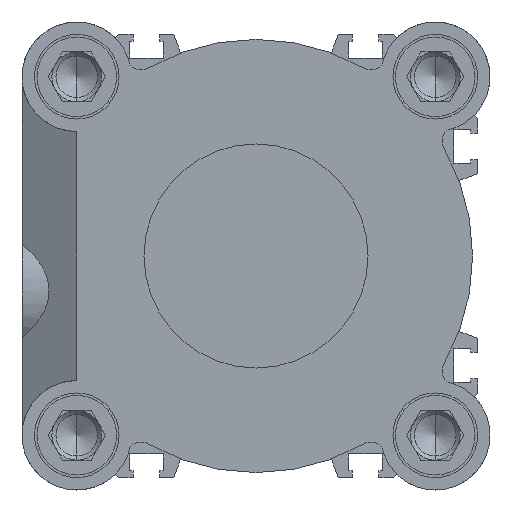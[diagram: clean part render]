
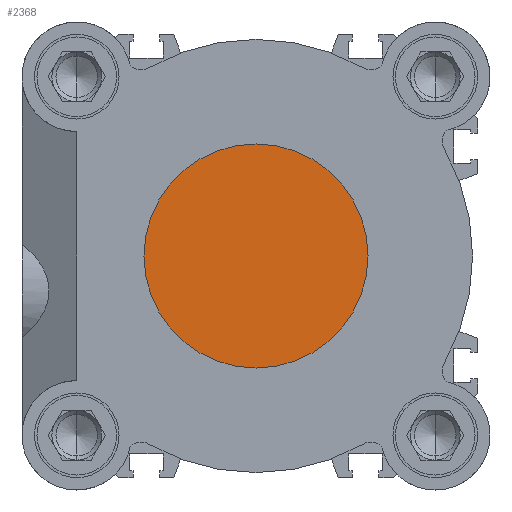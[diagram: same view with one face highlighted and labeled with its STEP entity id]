
A CAD part, left-side view. The second image highlights one B-rep face of the part: STEP entity #2368.
In plain terms, the highlighted face is planar.
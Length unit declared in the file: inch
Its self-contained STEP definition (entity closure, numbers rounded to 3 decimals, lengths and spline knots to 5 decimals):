
#209 = PLANE ( 'NONE',  #3562 ) ;
#621 = DIRECTION ( 'NONE',  ( 0., 0., 1. ) ) ;
#864 = DIRECTION ( 'NONE',  ( -1., 0., 0. ) ) ;
#1052 = AXIS2_PLACEMENT_3D ( 'NONE', #12494, #6555, #621 ) ;
#2368 = ADVANCED_FACE ( 'NONE', ( #5373 ), #209, .F. ) ;
#3163 = DIRECTION ( 'NONE',  ( -1., 0., 0. ) ) ;
#3178 = EDGE_CURVE ( 'NONE', #4994, #5081, #6617, .T. ) ;
#3562 = AXIS2_PLACEMENT_3D ( 'NONE', #9127, #3163, #10126 ) ;
#3829 = EDGE_LOOP ( 'NONE', ( #5321, #8141 ) ) ;
#4994 = VERTEX_POINT ( 'NONE', #7228 ) ;
#5081 = VERTEX_POINT ( 'NONE', #6398 ) ;
#5321 = ORIENTED_EDGE ( 'NONE', *, *, #3178, .F. ) ;
#5373 = FACE_OUTER_BOUND ( 'NONE', #3829, .T. ) ;
#6398 = CARTESIAN_POINT ( 'NONE',  ( 1.65354, 0., -0.88583 ) ) ;
#6555 = DIRECTION ( 'NONE',  ( -1., 0., 0. ) ) ;
#6571 = EDGE_CURVE ( 'NONE', #5081, #4994, #9963, .T. ) ;
#6617 = CIRCLE ( 'NONE', #8951, 0.88583 ) ;
#6830 = CARTESIAN_POINT ( 'NONE',  ( 1.65354, 0., 0. ) ) ;
#7228 = CARTESIAN_POINT ( 'NONE',  ( 1.65354, 0., 0.88583 ) ) ;
#7804 = DIRECTION ( 'NONE',  ( 0., 0., 1. ) ) ;
#8141 = ORIENTED_EDGE ( 'NONE', *, *, #6571, .F. ) ;
#8951 = AXIS2_PLACEMENT_3D ( 'NONE', #6830, #864, #7804 ) ;
#9127 = CARTESIAN_POINT ( 'NONE',  ( 1.65354, 0.88583, 0. ) ) ;
#9963 = CIRCLE ( 'NONE', #1052, 0.88583 ) ;
#10126 = DIRECTION ( 'NONE',  ( 0., 0., 1. ) ) ;
#12494 = CARTESIAN_POINT ( 'NONE',  ( 1.65354, 0., 0. ) ) ;
